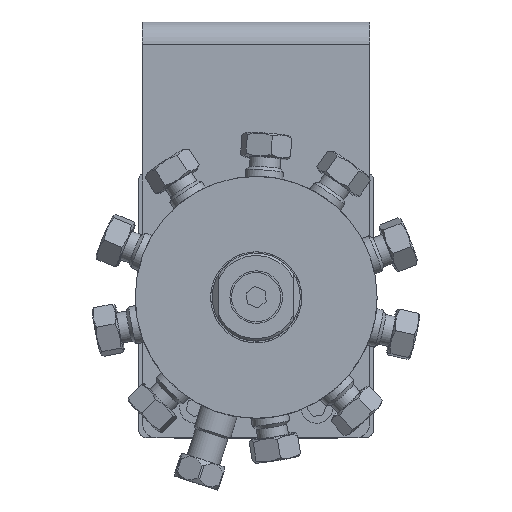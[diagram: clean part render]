
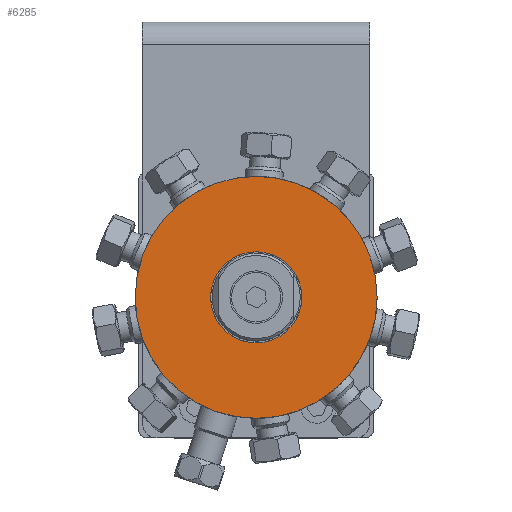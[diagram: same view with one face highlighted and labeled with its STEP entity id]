
A CAD part, top view. The second image highlights one B-rep face of the part: STEP entity #6285.
In plain terms, the highlighted planar face has unit normal (0, 0, 1).
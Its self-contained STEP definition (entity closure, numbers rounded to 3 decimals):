
#6258=CARTESIAN_POINT('',(20.955,3.524,111.85));
#6259=DIRECTION('',(0.0,0.0,1.0));
#6260=DIRECTION('',(-1.0,0.0,0.0));
#6261=AXIS2_PLACEMENT_3D('',#6258,#6259,#6260);
#6262=PLANE('',#6261);
#6263=CARTESIAN_POINT('',(20.955,-4.381,111.85));
#6264=VERTEX_POINT('',#6263);
#6265=CARTESIAN_POINT('',(20.955,20.955,111.85));
#6266=DIRECTION('',(0.0,0.0,-1.0));
#6267=DIRECTION('',(0.0,-1.0,0.0));
#6268=AXIS2_PLACEMENT_3D('',#6265,#6266,#6267);
#6269=CIRCLE('',#6268,25.337);
#6270=EDGE_CURVE('',#6264,#6264,#6269,.T.);
#6271=ORIENTED_EDGE('',*,*,#6270,.F.);
#6272=EDGE_LOOP('',(#6271));
#6273=FACE_OUTER_BOUND('',#6272,.T.);
#6274=CARTESIAN_POINT('',(20.955,11.405,111.85));
#6275=VERTEX_POINT('',#6274);
#6276=CARTESIAN_POINT('',(20.955,20.955,111.85));
#6277=DIRECTION('',(0.0,0.0,1.0));
#6278=DIRECTION('',(0.0,1.0,0.0));
#6279=AXIS2_PLACEMENT_3D('',#6276,#6277,#6278);
#6280=CIRCLE('',#6279,9.55);
#6281=EDGE_CURVE('',#6275,#6275,#6280,.T.);
#6282=ORIENTED_EDGE('',*,*,#6281,.F.);
#6283=EDGE_LOOP('',(#6282));
#6284=FACE_BOUND('',#6283,.T.);
#6285=ADVANCED_FACE('',(#6273,#6284),#6262,.T.);
